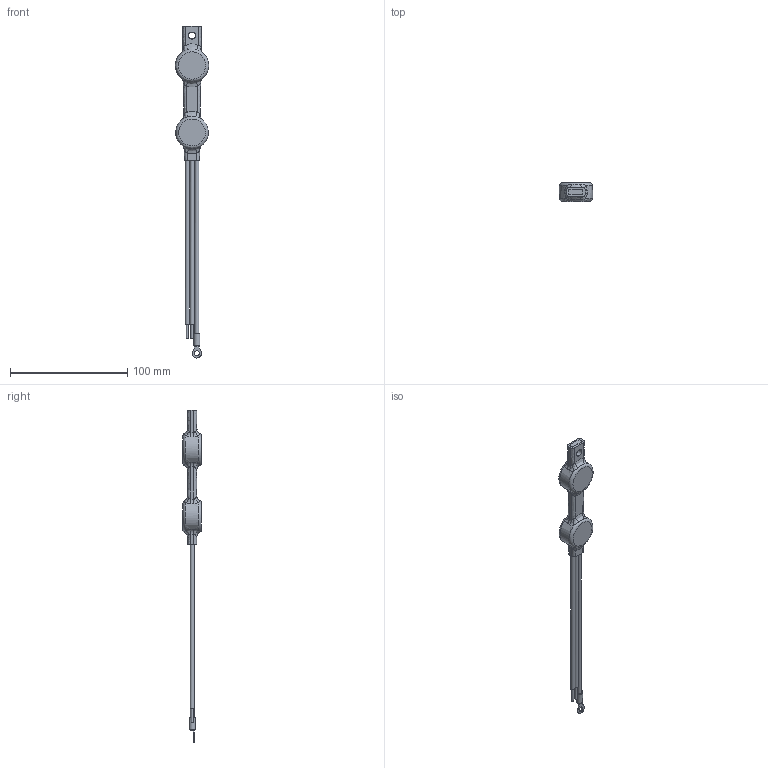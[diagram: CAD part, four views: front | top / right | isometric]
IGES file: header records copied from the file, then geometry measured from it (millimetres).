
Global section: file name: N9400-0273-00; native system: Autodesk Inventor 2016; preprocessor: unknown; author: jon.dalsanto; date: 20160630.144517; units: inch
Bounding box: 28.27 x 16.13 x 283.19 mm (x, y, z)
Volume: 30362.3 mm3; surface area: 12617.4 mm2
Topology: 2 solids, 2 shells, 139 faces, 343 edges, 232 vertices
Faces by surface type: bspline 139
